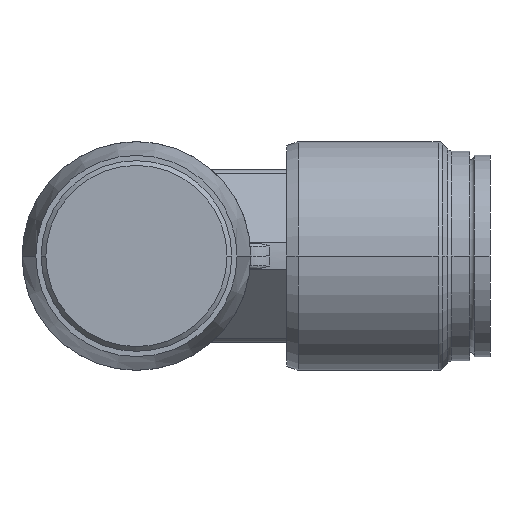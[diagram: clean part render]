
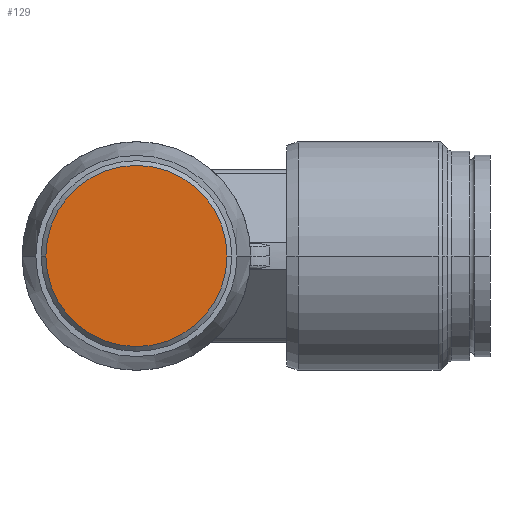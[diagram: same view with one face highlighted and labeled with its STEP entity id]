
A CAD part, left-side view. The second image highlights one B-rep face of the part: STEP entity #129.
In plain terms, the highlighted planar face has unit normal (-1, 0, 0).
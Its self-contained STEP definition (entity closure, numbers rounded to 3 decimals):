
#129=ADVANCED_FACE('',(#323),#324,.T.);
#323=FACE_OUTER_BOUND('',#541,.T.);
#324=PLANE('',#542);
#541=EDGE_LOOP('',(#1269,#1270));
#542=AXIS2_PLACEMENT_3D('',#1271,#1272,#1273);
#1269=ORIENTED_EDGE('',*,*,#1485,.T.);
#1270=ORIENTED_EDGE('',*,*,#1679,.T.);
#1271=CARTESIAN_POINT('',(-51.008,-2.875,0.0));
#1272=DIRECTION('',(-1.0,0.,0.0));
#1273=DIRECTION('',(0.,-1.0,0.0));
#1485=EDGE_CURVE('',#1788,#1792,#1794,.T.);
#1679=EDGE_CURVE('',#1792,#1788,#2108,.T.);
#1788=VERTEX_POINT('',#3689);
#1792=VERTEX_POINT('',#3694);
#1794=CIRCLE('',#3697,5.75);
#2108=CIRCLE('',#7230,5.75);
#3689=CARTESIAN_POINT('',(-51.008,-5.75,0.0));
#3694=CARTESIAN_POINT('',(-51.008,5.75,0.));
#3697=AXIS2_PLACEMENT_3D('',#8712,#8713,#8714);
#7230=AXIS2_PLACEMENT_3D('',#9069,#9070,#9071);
#8712=CARTESIAN_POINT('',(-51.008,0.,0.0));
#8713=DIRECTION('',(-1.0,0.,0.0));
#8714=DIRECTION('',(0.,-1.0,0.0));
#9069=CARTESIAN_POINT('',(-51.008,0.,0.0));
#9070=DIRECTION('',(-1.0,0.,0.0));
#9071=DIRECTION('',(0.,-1.0,0.0));
